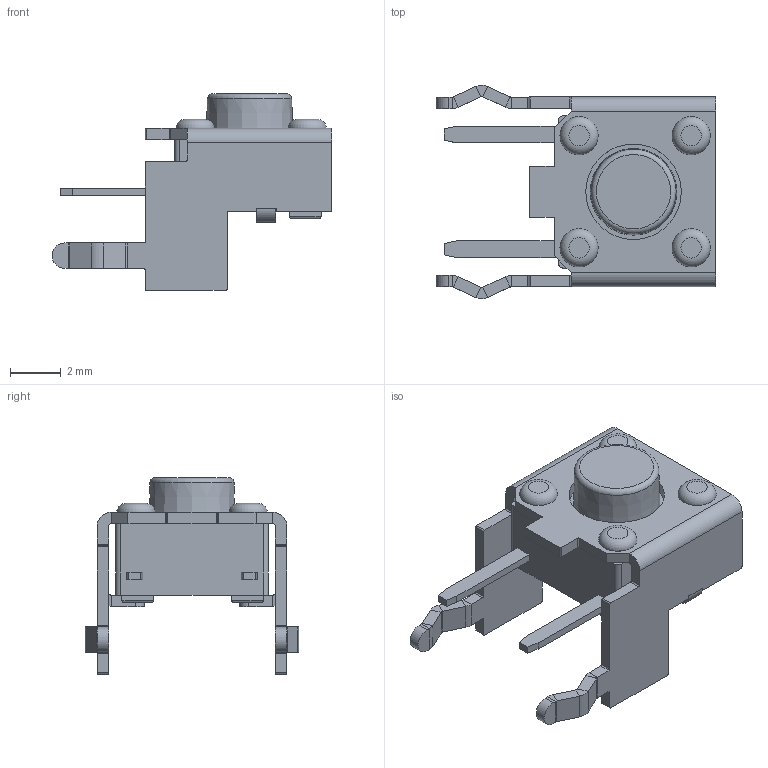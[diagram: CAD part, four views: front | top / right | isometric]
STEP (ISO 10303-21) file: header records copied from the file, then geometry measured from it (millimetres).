
FILE_DESCRIPTION(/* description */ ('TACTILE SWITCH, THRU-HOLE RIGHT ANGLE'),/* implementation_level */ '2;1');
FILE_NAME(/* name */ 'CT1102V3.85F260.stp',/* time_stamp */ '2025-01-13T09:28:19-06:00',/* author */ ('cnher'),/* organization */ (''),/* preprocessor_version */ 'ST-DEVELOPER v19',/* originating_system */ 'Autodesk Inventor 2023',/* authorisation */ '');
FILE_SCHEMA (('AUTOMOTIVE_DESIGN { 1 0 10303 214 3 1 1 }'));
Length unit declared in the file: millimetre
Products named in the file (5): CT1102V3.85F260; Body; Frame; Terminal; Actuator-3.85
Assembly tree (5 placements, depth 2):
  CT1102V3.85F260
    Body
    Frame
    Terminal  x2
    Actuator-3.85
Bounding box: 10.98 x 8.39 x 7.7 mm (x, y, z)
Volume: 169.7 mm3; surface area: 498.9 mm2
Topology: 5 solids, 5 shells, 237 faces, 560 edges, 341 vertices
Faces by surface type: plane 156, cylinder 75, torus 5, cone 1
Full cylindrical faces by diameter (mm): 1.25 x4, 1.5 x4, 3.75 x1
Entity records: 6703 total; most frequent: DIRECTION 1166, CARTESIAN_POINT 1110, ORIENTED_EDGE 1084, EDGE_CURVE 542, LINE 396, VECTOR 396, AXIS2_PLACEMENT_3D 385, VERTEX_POINT 329
